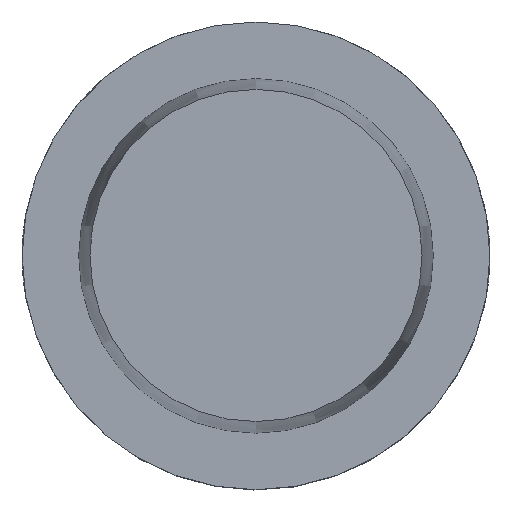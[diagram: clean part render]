
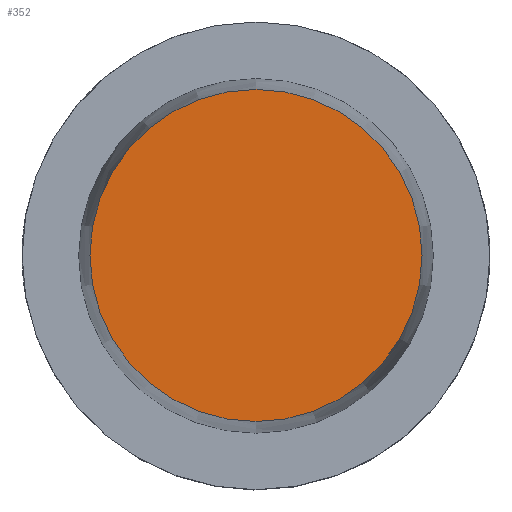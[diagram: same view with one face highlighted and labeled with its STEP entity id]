
A CAD part, top view. The second image highlights one B-rep face of the part: STEP entity #352.
In plain terms, the highlighted planar face has unit normal (0, 0, 1).
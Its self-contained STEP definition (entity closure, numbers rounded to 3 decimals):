
#270=EDGE_CURVE('240[2]',#697,#697,#698,.T.);
#352=ADVANCED_FACE('240[2]',(#815),#816,.T.);
#697=VERTEX_POINT('',#1358);
#698=CIRCLE('',#1359,35.5);
#815=FACE_OUTER_BOUND('',#1637,.T.);
#816=PLANE('',#1638);
#1358=CARTESIAN_POINT('',(0.,35.5,50.0));
#1359=AXIS2_PLACEMENT_3D('',#2224,#2225,#2226);
#1637=EDGE_LOOP('',(#2349));
#1638=AXIS2_PLACEMENT_3D('',#2350,#2351,#2352);
#2224=CARTESIAN_POINT('',(0.,0.,50.0));
#2225=DIRECTION('',(0.,0.,-1.0));
#2226=DIRECTION('',(0.,1.0,0.));
#2349=ORIENTED_EDGE('',*,*,#270,.F.);
#2350=CARTESIAN_POINT('',(0.,17.75,50.0));
#2351=DIRECTION('',(0.,0.,1.0));
#2352=DIRECTION('',(1.0,0.,0.0));
